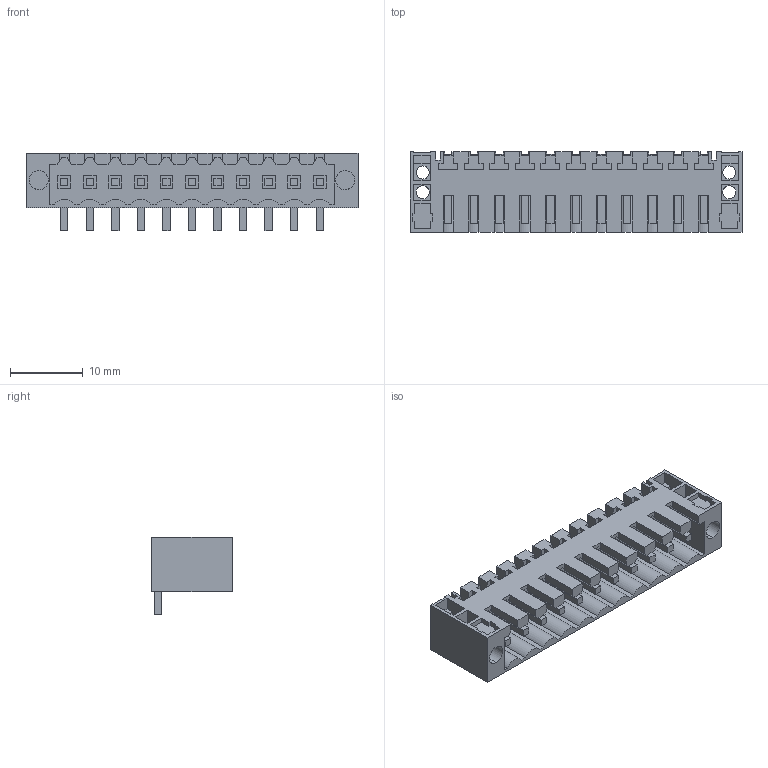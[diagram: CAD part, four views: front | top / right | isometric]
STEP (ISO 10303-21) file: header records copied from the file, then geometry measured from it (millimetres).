
FILE_DESCRIPTION(('CATIA V5 STEP Exchange','CAx-IF Rec.Pracs.--- Model Styling and Organization---1.4--- 2014-01-23'),'2;1');
FILE_NAME ('D1457233_1_1842170000_1842170000.stp','2021-08-12T06:36:47+00:00',('none'),('Weidmueller'),'CATIA Version 5-6 Release 2016 SP3 HF44','CATIA V5 STEP AP214','none');
FILE_SCHEMA(('AUTOMOTIVE_DESIGN { 1 0 10303 214 1 1 1 1 }'));
Length unit declared in the file: millimetre
Products named in the file (1): 1842170000
Bounding box: 45.5 x 11.05 x 10.65 mm (x, y, z)
Volume: 1632.2 mm3; surface area: 4304.3 mm2
Topology: 12 solids, 12 shells, 628 faces, 1880 edges, 1282 vertices
Faces by surface type: plane 601, cylinder 27
Entity records: 19949 total; most frequent: ORIENTED_EDGE 3760, CARTESIAN_POINT 3532, DIRECTION 2516, EDGE_CURVE 1880, VECTOR 1826, LINE 1826, VERTEX_POINT 1282, EDGE_LOOP 670
